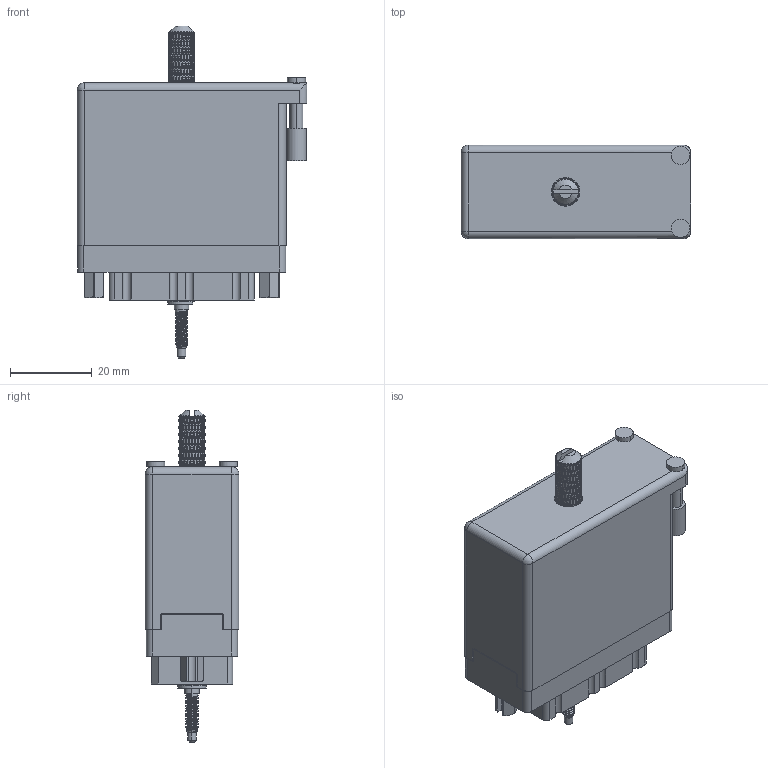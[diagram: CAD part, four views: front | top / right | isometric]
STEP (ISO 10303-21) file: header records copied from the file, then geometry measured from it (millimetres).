
FILE_DESCRIPTION (( 'STEP AP203' ), '1' );
FILE_NAME ('519-036-500-451.STEP', '2020-09-09T20:32:31', ( '' ), ( '' ), 'SwSTEP 2.0', 'SolidWorks 2020', '' );
FILE_SCHEMA (( 'CONFIG_CONTROL_DESIGN' ));
Length unit declared in the file: inch
Products named in the file (12): Actuating Screw Assy 038-056; 519 Receptacle Insulator_036; 516-252-021-102_038; 516-230-001_Metal - 038 Side Entry; 516-251-035-100; 516-253-035-100; 516-250-038-111; 516-221-038-102_038; 519-036-500-451; 516-253-138-107; 516-221-038-102_039; 516-292-001_500 Contact
Assembly tree (48 placements, depth 3):
  519-036-500-451
    519 Receptacle Insulator_036
    516-292-001_500 Contact  x36
    Actuating Screw Assy 038-056
      516-251-035-100
      516-253-035-100  x2
      516-253-138-107
      516-250-038-111
    516-252-021-102_038  x2
    516-221-038-102_038
    516-221-038-102_039
    516-230-001_Metal - 038 Side Entry
Bounding box: 56.08 x 22.83 x 81.03 mm (x, y, z)
Volume: 23711.8 mm3; surface area: 37100.5 mm2
Topology: 47 solids, 47 shells, 5212 faces, 14024 edges, 8922 vertices
Faces by surface type: plane 2315, cylinder 1593, bspline 1250, cone 52, sphere 2
Entity records: 109878 total; most frequent: CARTESIAN_POINT 59566, ORIENTED_EDGE 12432, DIRECTION 7405, EDGE_CURVE 6216, VERTEX_POINT 3744, EDGE_LOOP 2640, AXIS2_PLACEMENT_3D 2532, FACE_OUTER_BOUND 2515
